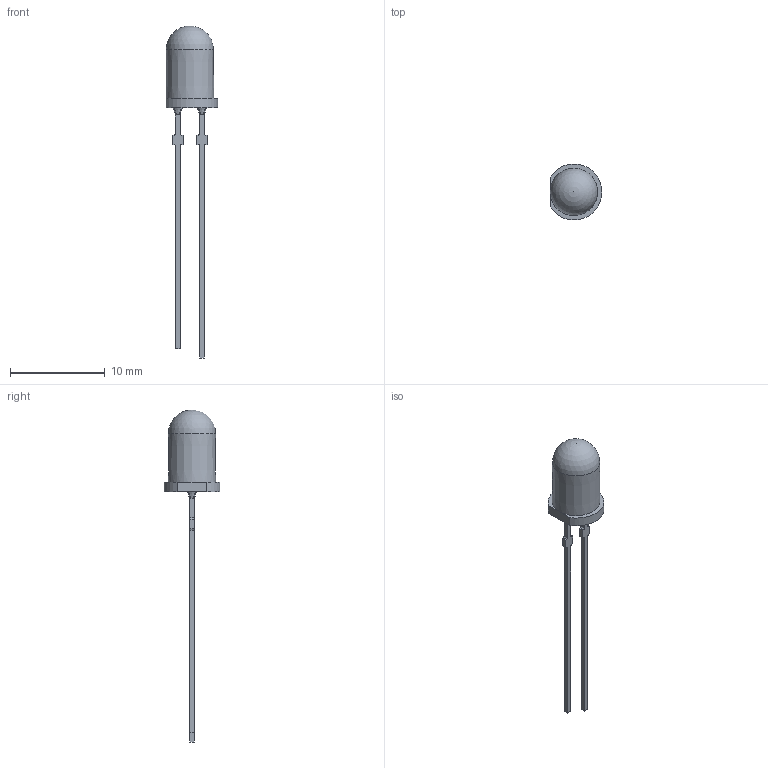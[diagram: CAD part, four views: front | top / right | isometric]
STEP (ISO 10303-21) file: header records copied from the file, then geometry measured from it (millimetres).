
FILE_DESCRIPTION(/* description */ ('LED-CASE %%c5mm'),/* implementation_level */ '2;1');
FILE_NAME(/* name */ 'TLxG54_6.544-5443.1.stp',/* time_stamp */ '2023-10-25T11:33:28+02:00',/* author */ ('mmangarudov'),/* organization */ (''),/* preprocessor_version */ 'ST-DEVELOPER v18.1',/* originating_system */ 'Autodesk Inventor 2022',/* authorisation */ '');
FILE_SCHEMA (('AUTOMOTIVE_DESIGN { 1 0 10303 214 3 1 1 }'));
Length unit declared in the file: millimetre
Products named in the file (1): 6.544-5443.1-3D
Bounding box: 5.45 x 5.9 x 35 mm (x, y, z)
Volume: 172.6 mm3; surface area: 277.4 mm2
Topology: 1 solids, 1 shells, 56 faces, 158 edges, 97 vertices
Faces by surface type: plane 29, bspline 16, cylinder 9, sphere 1, cone 1
Entity records: 2365 total; most frequent: CARTESIAN_POINT 1033, ORIENTED_EDGE 298, DIRECTION 214, EDGE_CURVE 149, VERTEX_POINT 97, LINE 86, VECTOR 86, AXIS2_PLACEMENT_3D 64
